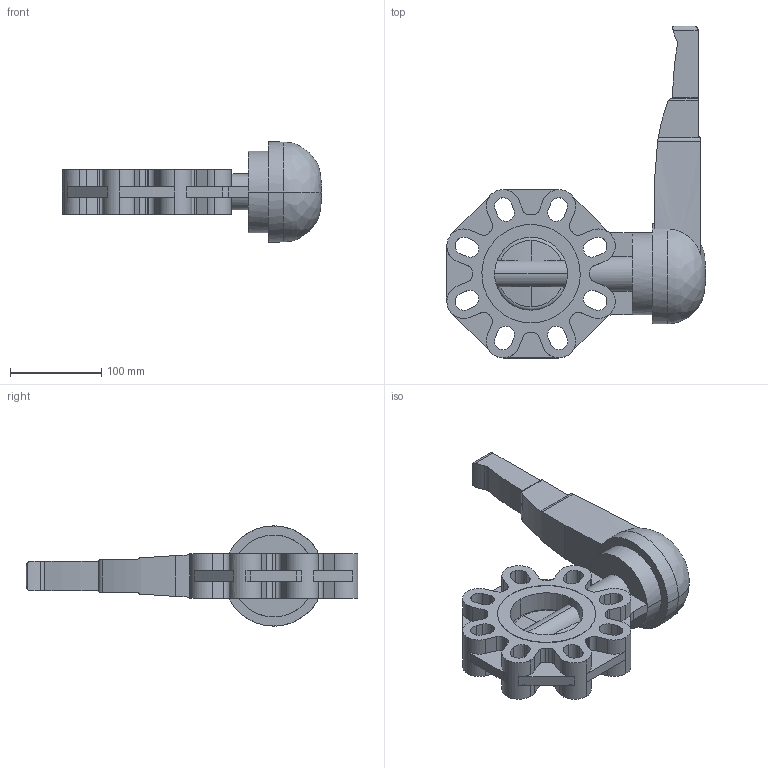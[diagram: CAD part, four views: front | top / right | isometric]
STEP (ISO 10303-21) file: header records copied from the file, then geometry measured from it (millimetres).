
FILE_DESCRIPTION(('STEP AP214'),'1');
FILE_NAME('fkomlm090f.stp','2018-03-07T07:28:31',('TraceParts'),('TraceParts S.A.'),'Spatial InterOp 3D',' ',' ');
FILE_SCHEMA(('automotive_design'));
Length unit declared in the file: millimetre
Products named in the file (4): fkomlm090f_1; fkomlm090f_2; FKOMLM090E|cassa FK 090:1#cassa FK 090;Solido1; fkomlm090f_4
Bounding box: 284.75 x 364.5 x 110 mm (x, y, z)
Volume: 1832526.8 mm3; surface area: 223046.4 mm2
Topology: 4 solids, 4 shells, 336 faces, 934 edges, 616 vertices
Faces by surface type: cylinder 181, plane 141, cone 8, torus 4, bspline 2
Entity records: 14172 total; most frequent: CARTESIAN_POINT 2448, DIRECTION 1963, ORIENTED_EDGE 1868, EDGE_CURVE 934, AXIS2_PLACEMENT_3D 735, VERTEX_POINT 616, LINE 493, VECTOR 493
